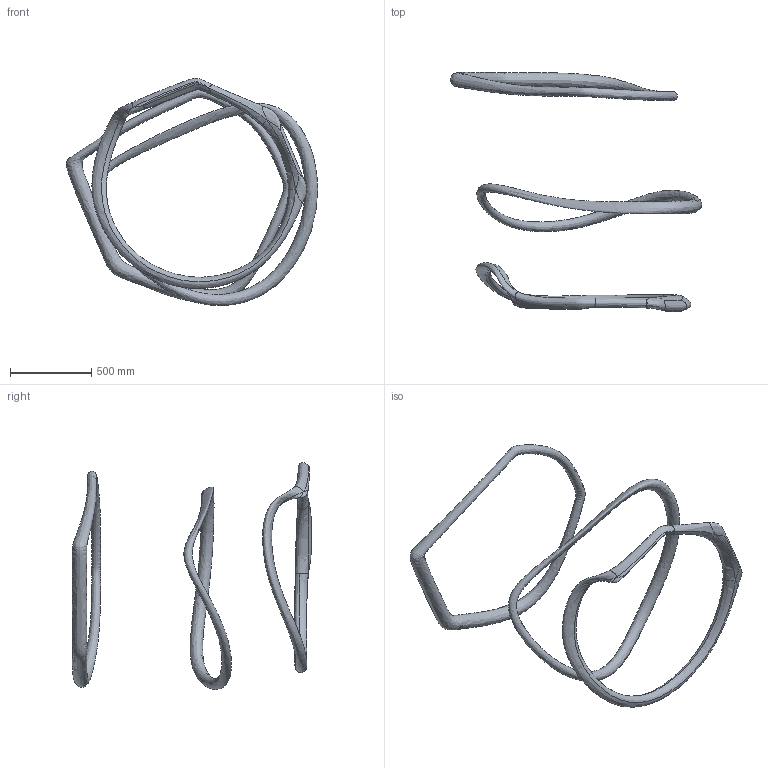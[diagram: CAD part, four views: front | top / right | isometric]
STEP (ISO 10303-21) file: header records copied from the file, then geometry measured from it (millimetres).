
FILE_DESCRIPTION(/* description */ (''),/* implementation_level */ '2;1');
FILE_NAME(/* name */ 'assembly.step',/* time_stamp */ '2021-08-25T18:38:49+00:00',/* author */ (''),/* organization */ (''),/* preprocessor_version */ 'ST-DEVELOPER v18.1',/* originating_system */ 'Autodesk Translation Framework v10.6.0.1341',/* authorisation */ '');
FILE_SCHEMA (('AUTOMOTIVE_DESIGN { 1 0 10303 214 3 1 1 }'));
Length unit declared in the file: centimetre
Products named in the file (1): Untitled
Bounding box: 1544.45 x 1470.13 x 1396.31 mm (x, y, z)
Volume: 42043574 mm3; surface area: 2503416.8 mm2
Topology: 3 solids, 3 shells, 24 faces, 52 edges, 28 vertices
Faces by surface type: bspline 24
Entity records: 7228 total; most frequent: CARTESIAN_POINT 6926, ORIENTED_EDGE 104, EDGE_CURVE 52, VERTEX_POINT 28, FACE_OUTER_BOUND 24, EDGE_LOOP 24, ADVANCED_FACE 24, STYLED_ITEM 3
